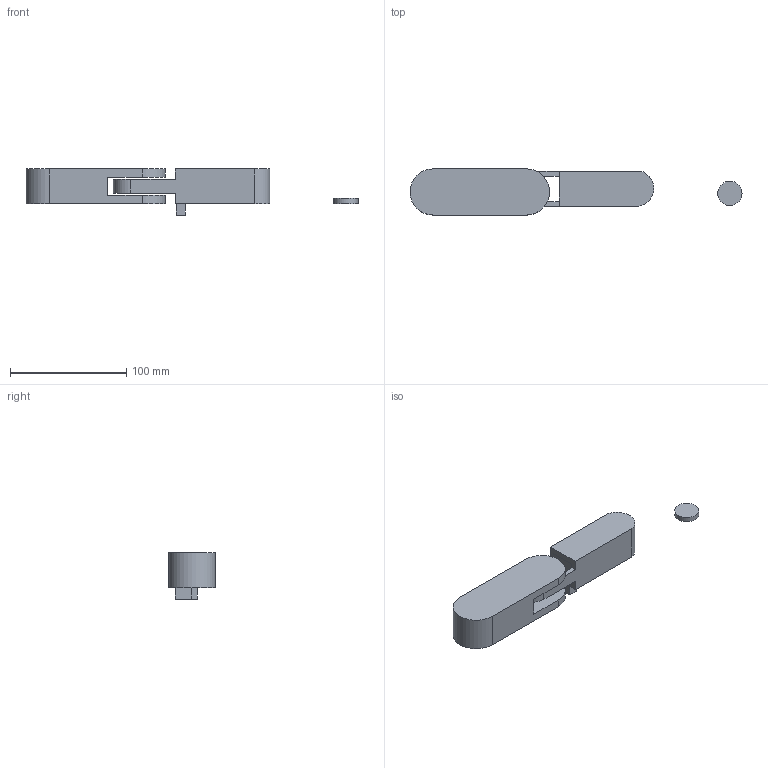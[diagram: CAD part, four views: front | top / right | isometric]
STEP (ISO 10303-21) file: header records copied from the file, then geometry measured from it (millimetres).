
FILE_DESCRIPTION(('STEP AP242 Edition 2','STEP AP242 Edition 2''CAx-IF Rec.Pracs.---Representation and Presentation of Product Manufacturing Information (PMI)---4.0---2014-10-13','STEP AP242 Edition 2''CAx-IF Rec.Pracs.---Representation and Presentation of Product Manufacturing Information (PMI)---4.0---2014-10-13''CAx-IF Rec.Pracs.---3D Tessellated Geometry---0.4---2014-09-14','STEP AP242 Edition 2''CAx-IF Rec.Pracs.---Representation and Presentation of Product Manufacturing Information (PMI)---4.0---2014-10-13''CAx-IF Rec.Pracs.---3D Tessellated Geometry---0.4---2014-09-14''2;1','STEP AP242 Edition 2''CAx-IF Rec.Pracs.---Representation and Presentation of Product Manufacturing Information (PMI)---4.0---2014-10-13''CAx-IF Rec.Pracs.---3D Tessellated Geometry---0.4---2014-09-14''2;1''CAx-IF Rec.Pracs.---User Defined Attributes---1.5---2016-08-15'),'2;1');
FILE_NAME('Part Studio 1.step','2026-02-24T17:54:19',(''),(''),'ST-DEVELOPER v20','ONSHAPE BY PTC INC, 1.211',' ');
FILE_SCHEMA(('AP242_MANAGED_MODEL_BASED_3D_ENGINEERING_MIM_LF { 1 0 10303 442 3 1 4 }'));
Length unit declared in the file: metre
Products named in the file (3): Part 4; Part 1; Part 3
Bounding box: 285.66 x 39.71 x 39.8 mm (x, y, z)
Volume: 162986 mm3; surface area: 42292.2 mm2
Topology: 3 solids, 5 shells, 70 faces, 182 edges, 123 vertices
Faces by surface type: plane 55, cylinder 13, cone 2
Full cylindrical faces by diameter (mm): 5 x1, 20.9 x1, 21 x1
Entity records: 2170 total; most frequent: CARTESIAN_POINT 386, ORIENTED_EDGE 350, DIRECTION 344, EDGE_CURVE 175, LINE 138, VECTOR 138, VERTEX_POINT 121, AXIS2_PLACEMENT_3D 103
